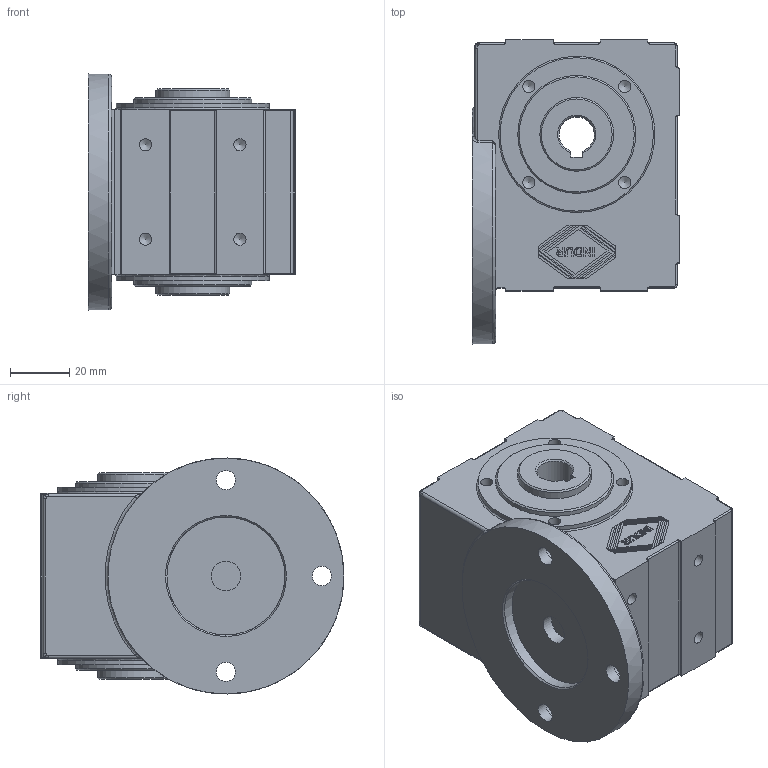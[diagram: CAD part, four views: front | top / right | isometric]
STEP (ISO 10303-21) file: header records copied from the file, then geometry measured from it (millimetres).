
FILE_DESCRIPTION((''),'2;1');
FILE_NAME('A31_B14HW_M1.ipt.stp','2010-03-02T08:43:13',('INDUR'),(''),'Autodesk Inventor 2010','Autodesk Inventor 2010','');
FILE_SCHEMA(('CONFIG_CONTROL_DESIGN'));
Length unit declared in the file: millimetre
Products named in the file (1): A31_B14HW_M1
Bounding box: 70.5 x 103 x 79.99 mm (x, y, z)
Volume: 338837.4 mm3; surface area: 41505.7 mm2
Topology: 1 solids, 1 shells, 469 faces, 1257 edges, 817 vertices
Faces by surface type: plane 228, bspline 129, cylinder 90, cone 15, torus 7
Full cylindrical faces by diameter (mm): 4.134 x8, 10 x1, 25 x2, 40 x3, 52 x2
Entity records: 17469 total; most frequent: CARTESIAN_POINT 6187, ORIENTED_EDGE 2322, DIRECTION 1970, EDGE_CURVE 1161, VERTEX_POINT 782, VECTOR 742, LINE 742, AXIS2_PLACEMENT_3D 614
